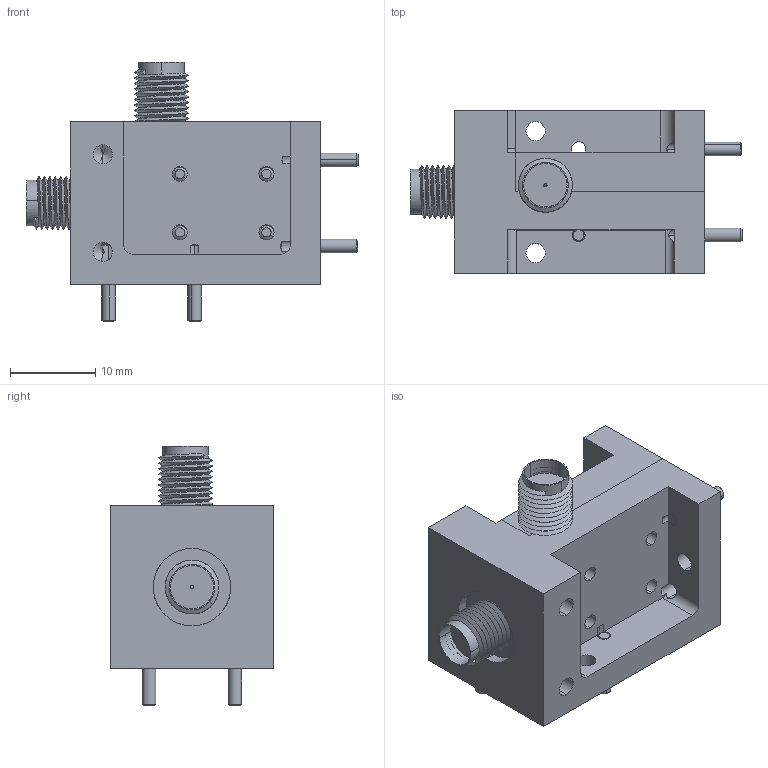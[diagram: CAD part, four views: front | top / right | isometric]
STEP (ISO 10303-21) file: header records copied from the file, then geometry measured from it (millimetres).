
FILE_DESCRIPTION (( 'STEP AP203' ), '1' );
FILE_NAME ('SFB-12-E2.STEP', '2019-07-09T17:00:15', ( '' ), ( '' ), 'SwSTEP 2.0', 'SolidWorks 2016', '' );
FILE_SCHEMA (( 'CONFIG_CONTROL_DESIGN' ));
Length unit declared in the file: inch
Products named in the file (1): SFB-12-E2
Bounding box: 38.93 x 19.05 x 30.42 mm (x, y, z)
Volume: 7463.7 mm3; surface area: 6742.9 mm2
Topology: 16 solids, 16 shells, 757 faces, 1933 edges, 1192 vertices
Faces by surface type: cylinder 399, cone 199, plane 147, bspline 12
Entity records: 29641 total; most frequent: CARTESIAN_POINT 12761, ORIENTED_EDGE 3788, DIRECTION 3258, EDGE_CURVE 1894, AXIS2_PLACEMENT_3D 1229, VERTEX_POINT 1192, EDGE_LOOP 830, LINE 800
